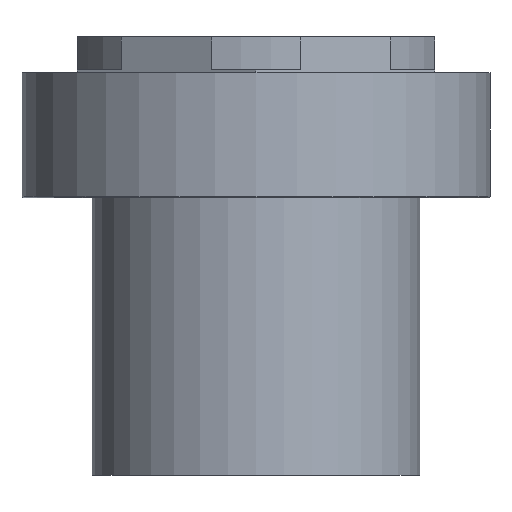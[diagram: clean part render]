
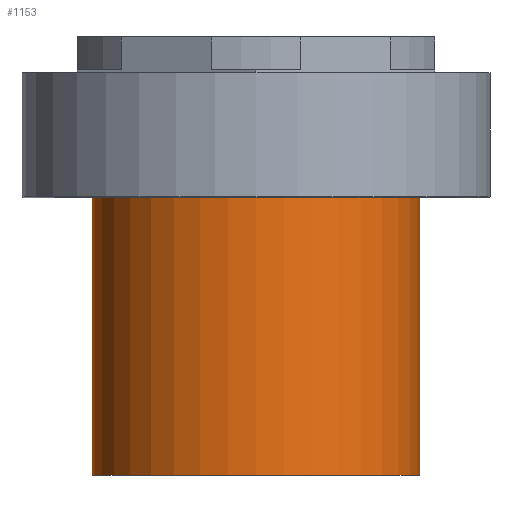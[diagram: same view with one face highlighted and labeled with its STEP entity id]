
A CAD part, front view. The second image highlights one B-rep face of the part: STEP entity #1153.
In plain terms, the highlighted cylindrical face has radius 55 mm (diameter 110 mm), a partial arc.
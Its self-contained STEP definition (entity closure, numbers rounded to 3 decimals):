
#1 = LINE ( 'NONE', #441, #680 ) ;
#15 = AXIS2_PLACEMENT_3D ( 'NONE', #1042, #57, #500 ) ;
#57 = DIRECTION ( 'NONE',  ( 0., 0., 1. ) ) ;
#132 = CARTESIAN_POINT ( 'NONE',  ( 55., 0., -54. ) ) ;
#149 = AXIS2_PLACEMENT_3D ( 'NONE', #436, #876, #1312 ) ;
#159 = VERTEX_POINT ( 'NONE', #663 ) ;
#228 = AXIS2_PLACEMENT_3D ( 'NONE', #1376, #388, #828 ) ;
#246 = VERTEX_POINT ( 'NONE', #807 ) ;
#248 = EDGE_CURVE ( 'NONE', #159, #695, #1246, .T. ) ;
#262 = CARTESIAN_POINT ( 'NONE',  ( 55., 0., 0. ) ) ;
#370 = EDGE_LOOP ( 'NONE', ( #620, #649, #686, #734 ) ) ;
#388 = DIRECTION ( 'NONE',  ( 0., 0., 1. ) ) ;
#436 = CARTESIAN_POINT ( 'NONE',  ( 0., 0., -147. ) ) ;
#441 = CARTESIAN_POINT ( 'NONE',  ( -55., 0., 0. ) ) ;
#490 = VECTOR ( 'NONE', #700, 1000. ) ;
#499 = FACE_OUTER_BOUND ( 'NONE', #370, .T. ) ;
#500 = DIRECTION ( 'NONE',  ( 1., 0., 0. ) ) ;
#528 = EDGE_CURVE ( 'NONE', #1021, #159, #776, .T. ) ;
#620 = ORIENTED_EDGE ( 'NONE', *, *, #1023, .F. ) ;
#639 = CIRCLE ( 'NONE', #15, 55. ) ;
#649 = ORIENTED_EDGE ( 'NONE', *, *, #528, .T. ) ;
#663 = CARTESIAN_POINT ( 'NONE',  ( 55., 0., -147. ) ) ;
#680 = VECTOR ( 'NONE', #882, 1000. ) ;
#686 = ORIENTED_EDGE ( 'NONE', *, *, #248, .T. ) ;
#695 = VERTEX_POINT ( 'NONE', #132 ) ;
#700 = DIRECTION ( 'NONE',  ( 0., 0., 1. ) ) ;
#734 = ORIENTED_EDGE ( 'NONE', *, *, #822, .F. ) ;
#776 = CIRCLE ( 'NONE', #149, 55. ) ;
#807 = CARTESIAN_POINT ( 'NONE',  ( -55., 0., -54. ) ) ;
#822 = EDGE_CURVE ( 'NONE', #246, #695, #639, .T. ) ;
#828 = DIRECTION ( 'NONE',  ( 1., 0., 0. ) ) ;
#876 = DIRECTION ( 'NONE',  ( 0., 0., 1. ) ) ;
#882 = DIRECTION ( 'NONE',  ( 0., 0., 1. ) ) ;
#937 = CYLINDRICAL_SURFACE ( 'NONE', #228, 55. ) ;
#986 = CARTESIAN_POINT ( 'NONE',  ( -55., 0., -147. ) ) ;
#1021 = VERTEX_POINT ( 'NONE', #986 ) ;
#1023 = EDGE_CURVE ( 'NONE', #1021, #246, #1, .T. ) ;
#1042 = CARTESIAN_POINT ( 'NONE',  ( 0., 0., -54. ) ) ;
#1153 = ADVANCED_FACE ( 'NONE', ( #499 ), #937, .T. ) ;
#1246 = LINE ( 'NONE', #262, #490 ) ;
#1312 = DIRECTION ( 'NONE',  ( 1., 0., 0. ) ) ;
#1376 = CARTESIAN_POINT ( 'NONE',  ( 0., 0., 0. ) ) ;
